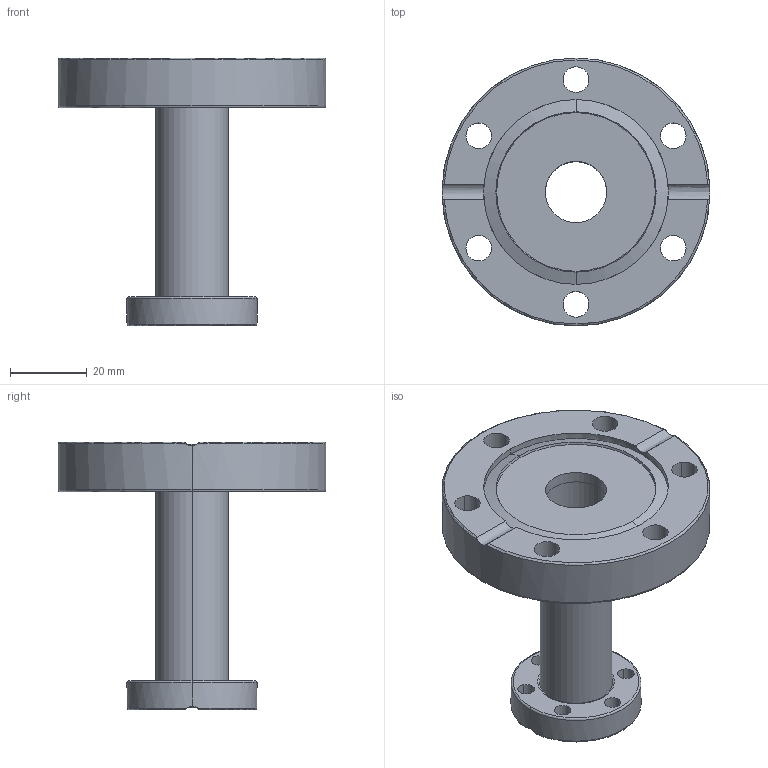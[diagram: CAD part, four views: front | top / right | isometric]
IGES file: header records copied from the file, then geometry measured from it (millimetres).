
Global section: file name: No Iges File Name specified; native system: AutoDesk Inventor R12.0; preprocessor: AutoDesk Inventor Iges Exporter R12.0; date: 20090415.135039; units: millimetre
Bounding box: 70 x 70 x 70 mm (x, y, z)
Volume: 51159.1 mm3; surface area: 22225.8 mm2
Topology: 3 solids, 3 shells, 78 faces, 196 edges, 126 vertices
Faces by surface type: bspline 31, revolution 16, plane 11, torus 10, cylinder 6, cone 4
